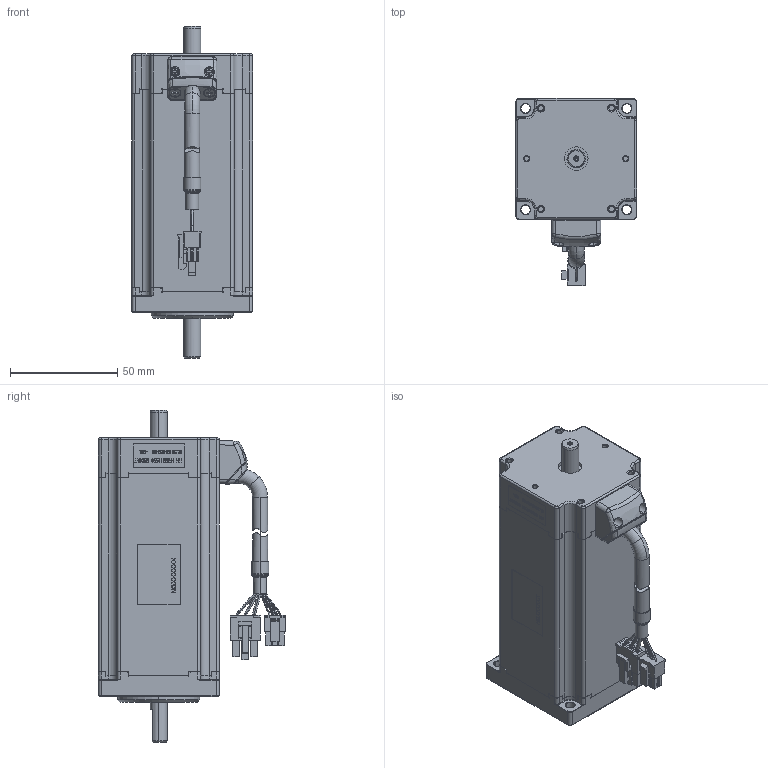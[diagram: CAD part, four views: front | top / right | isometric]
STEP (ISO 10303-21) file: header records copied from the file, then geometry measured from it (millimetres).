
FILE_DESCRIPTION((''),'2;1');
FILE_NAME('ASM0015_ASM','2020-01-14T18:25:50',('TQ00207'),(''),'CREO PARAMETRIC BY PTC INC, 2018100','CREO PARAMETRIC BY PTC INC, 2018100','');
FILE_SCHEMA(('CONFIG_CONTROL_DESIGN'));
Products named in the file (25): STATOR_CORE_10_1_2_3_4; STATOR_WINDING_ASM_13_1_2_3_4_ASM; HARNESS_1_1_2_3_4_5_6_7_8_9__24; 4718405002144_1_1_2_3_4_5_6__27; 4718405000822_1_1_2_3_4_5_6__27; XIANSHU_ASM_1_1_2_3_4_5_6_7__10_ASM; STATOR_ASM_13_1_2_3_4_ASM; PE_16_1_2; SHAFT_22_1_2; ROTOR_CORE_SHAFT_ASM_11_1_2_ASM; ROTOR_MAGNET_ASM_8_1_2_ASM; DEEP_GROOVE_BALL_BEARINGS_60_11; ROTOR_ASM_13_1_2_ASM; 4219121302327_OPE_5_1_2_3_4__10; 3698154000050_5_1_2_3_4_5_6__10; LEADING_COVER_2_1_1_2_3_4_5__10; 00_5_1; BIAOQIAN_2_1_2_3_4_5_6_7_8_9_32; M2_2_1_2_3_4_5_6_7_8_9_10; PRT0001_3_1_2_3_4_5_6_7_8_9_10; 4294404000662-M3X47_2_1_2_3__10; M3_2_1_2_3_4_5_6_7_8_9_10; PRT0002_2_1_2_3_4_5_6_7_8_9_10; MOTOR_ASM_32_1_2_ASM; ASM0015_ASM
Assembly tree (28 placements, depth 6):
  ASM0015_ASM
    MOTOR_ASM_32_1_2_ASM
      STATOR_ASM_13_1_2_3_4_ASM
        STATOR_WINDING_ASM_13_1_2_3_4_ASM
          STATOR_CORE_10_1_2_3_4
        XIANSHU_ASM_1_1_2_3_4_5_6_7__10_ASM
          HARNESS_1_1_2_3_4_5_6_7_8_9__24
          4718405002144_1_1_2_3_4_5_6__27
          4718405000822_1_1_2_3_4_5_6__27
      PE_16_1_2
      ROTOR_ASM_13_1_2_ASM
        ROTOR_MAGNET_ASM_8_1_2_ASM
          ROTOR_CORE_SHAFT_ASM_11_1_2_ASM
            SHAFT_22_1_2
        DEEP_GROOVE_BALL_BEARINGS_60_11  x2
      4219121302327_OPE_5_1_2_3_4__10
      3698154000050_5_1_2_3_4_5_6__10
      LEADING_COVER_2_1_1_2_3_4_5__10
      00_5_1
      BIAOQIAN_2_1_2_3_4_5_6_7_8_9_32
      M2_2_1_2_3_4_5_6_7_8_9_10
      PRT0001_3_1_2_3_4_5_6_7_8_9_10
      4294404000662-M3X47_2_1_2_3__10  x4
      M3_2_1_2_3_4_5_6_7_8_9_10
      PRT0002_2_1_2_3_4_5_6_7_8_9_10
Bounding box: 56.4 x 87.05 x 154.5 mm (x, y, z)
Volume: 250827.5 mm3; surface area: 85616.3 mm2
Topology: 21 solids, 25 shells, 2623 faces, 7349 edges, 4710 vertices
Faces by surface type: plane 1678, cylinder 398, torus 175, cone 128, sphere 116, bspline 84, extrusion 44
Entity records: 90712 total; most frequent: CARTESIAN_POINT 28388, ORIENTED_EDGE 13294, DIRECTION 12254, EDGE_CURVE 6655, VECTOR 4760, LINE 4716, VERTEX_POINT 4341, AXIS2_PLACEMENT_3D 3747
